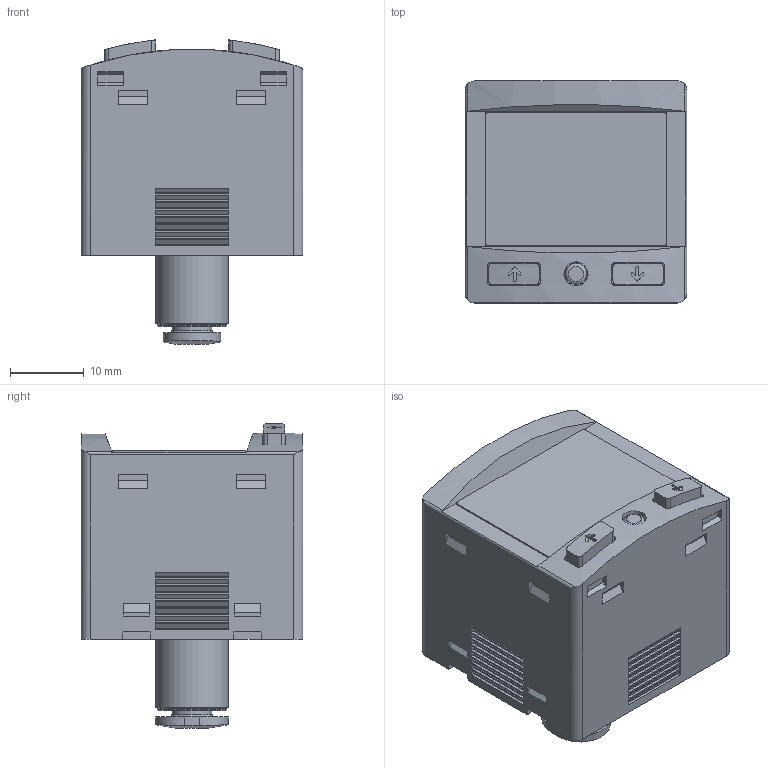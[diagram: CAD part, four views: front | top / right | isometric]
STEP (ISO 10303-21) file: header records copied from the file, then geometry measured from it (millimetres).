
FILE_DESCRIPTION(/* description */ ('STEP AP214'),/* implementation_level */ '2;1');
FILE_NAME(/* name */ '8134895_SPAN-B11R-Q4-PNLK-PNVBA-L1',/* time_stamp */ '2024-09-15T10:42:17+02:00',/* author */ ('License CC BY-ND 4.0'),/* organization */ ('CADENAS'),/* preprocessor_version */ 'ST-DEVELOPER v19.3',/* originating_system */ 'PARTsolutions',/* authorisation */ ' ');
FILE_SCHEMA (('AUTOMOTIVE_DESIGN {1 0 10303 214 3 1 1}'));
Length unit declared in the file: millimetre
Products named in the file (2): 8134895 SPAN-B11R-Q4-PNLK-PNVBA-L1---(high); 8003300 SPAN-B11-Q4----(high_s)
Assembly tree (1 placements, depth 2):
  8134895 SPAN-B11R-Q4-PNLK-PNVBA-L1---(high)
    8003300 SPAN-B11-Q4----(high_s)
Bounding box: 30 x 30 x 41.12 mm (x, y, z)
Volume: 23667.2 mm3; surface area: 6741.5 mm2
Topology: 1 solids, 1 shells, 463 faces, 1162 edges, 769 vertices
Faces by surface type: plane 401, cylinder 52, cone 6, torus 4
Full cylindrical faces by diameter (mm): 2.459 x2, 4 x1, 5.4 x1, 9.2 x1, 9.8 x1
Entity records: 16856 total; most frequent: CARTESIAN_POINT 2518, ORIENTED_EDGE 2288, DIRECTION 2123, EDGE_CURVE 1144, LINE 1009, VECTOR 1009, VERTEX_POINT 767, AXIS2_PLACEMENT_3D 557
